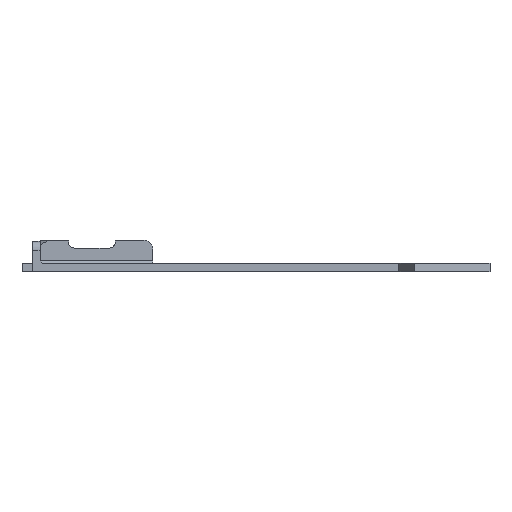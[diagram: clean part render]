
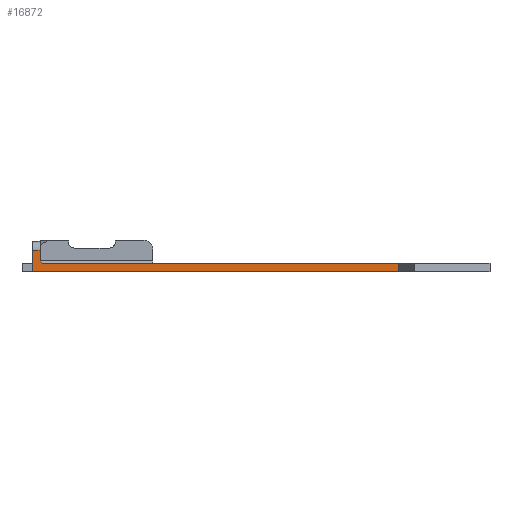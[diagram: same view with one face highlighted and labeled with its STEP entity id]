
A CAD part, left-side view. The second image highlights one B-rep face of the part: STEP entity #16872.
In plain terms, the highlighted planar face has unit normal (-1, 0, 0).
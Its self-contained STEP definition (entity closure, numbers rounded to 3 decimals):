
#1476=FACE_OUTER_BOUND('',#2449,.T.);
#2449=EDGE_LOOP('',(#15492,#15493,#15494,#15495,#15496,#15497,#15498));
#3261=LINE('',#20944,#4878);
#3596=LINE('',#24127,#5213);
#3924=LINE('',#28721,#5541);
#3948=LINE('',#28777,#5565);
#4772=LINE('',#33064,#6389);
#4858=LINE('',#33270,#6475);
#4860=LINE('',#33274,#6477);
#4878=VECTOR('',#17710,10.);
#5213=VECTOR('',#18131,10.);
#5541=VECTOR('',#18667,10.);
#5565=VECTOR('',#18701,10.);
#6389=VECTOR('',#20647,10.);
#6475=VECTOR('',#20877,10.);
#6477=VECTOR('',#20883,10.);
#6497=VERTEX_POINT('',#20941);
#6498=VERTEX_POINT('',#20943);
#7187=VERTEX_POINT('',#24124);
#7188=VERTEX_POINT('',#24126);
#7907=VERTEX_POINT('',#28718);
#7908=VERTEX_POINT('',#28720);
#7935=VERTEX_POINT('',#28776);
#8139=EDGE_CURVE('',#6497,#6498,#3261,.T.);
#8829=EDGE_CURVE('',#7187,#7188,#3596,.T.);
#9550=EDGE_CURVE('',#7907,#7908,#3924,.T.);
#9578=EDGE_CURVE('',#6498,#7935,#3948,.T.);
#10489=EDGE_CURVE('',#7908,#7187,#4772,.T.);
#10592=EDGE_CURVE('',#7935,#7907,#4858,.T.);
#10594=EDGE_CURVE('',#7188,#6497,#4860,.T.);
#15492=ORIENTED_EDGE('',*,*,#10594,.F.);
#15493=ORIENTED_EDGE('',*,*,#8829,.F.);
#15494=ORIENTED_EDGE('',*,*,#10489,.F.);
#15495=ORIENTED_EDGE('',*,*,#9550,.F.);
#15496=ORIENTED_EDGE('',*,*,#10592,.F.);
#15497=ORIENTED_EDGE('',*,*,#9578,.F.);
#15498=ORIENTED_EDGE('',*,*,#8139,.F.);
#15992=PLANE('',#17687);
#16872=ADVANCED_FACE('',(#1476),#15992,.T.);
#17687=AXIS2_PLACEMENT_3D('',#33273,#20881,#20882);
#17710=DIRECTION('',(0.,1.,0.));
#18131=DIRECTION('',(0.,-1.,0.));
#18667=DIRECTION('',(0.,0.,-1.));
#18701=DIRECTION('',(0.,0.,1.));
#20647=DIRECTION('',(0.,-0.707,-0.707));
#20877=DIRECTION('',(0.,-1.,0.));
#20881=DIRECTION('center_axis',(-1.,0.,0.));
#20882=DIRECTION('ref_axis',(0.,0.,-1.));
#20883=DIRECTION('',(0.,0.,-1.));
#20941=CARTESIAN_POINT('',(164.585,-121.58,-2.2));
#20943=CARTESIAN_POINT('',(164.585,-47.655,-2.2));
#20944=CARTESIAN_POINT('',(164.585,-47.655,-2.2));
#24124=CARTESIAN_POINT('',(164.585,-49.655,-0.5));
#24126=CARTESIAN_POINT('',(164.585,-121.58,-0.5));
#24127=CARTESIAN_POINT('',(164.585,-47.655,-0.5));
#28718=CARTESIAN_POINT('',(164.585,-49.155,2.15));
#28720=CARTESIAN_POINT('',(164.585,-49.155,0.));
#28721=CARTESIAN_POINT('',(164.585,-49.155,-2.));
#28776=CARTESIAN_POINT('',(164.585,-47.655,2.15));
#28777=CARTESIAN_POINT('',(164.585,-47.655,-2.));
#33064=CARTESIAN_POINT('',(164.585,-49.03,0.125));
#33270=CARTESIAN_POINT('',(164.585,-47.655,2.15));
#33273=CARTESIAN_POINT('Origin',(164.585,-47.655,-0.5));
#33274=CARTESIAN_POINT('',(164.585,-121.58,0.));
